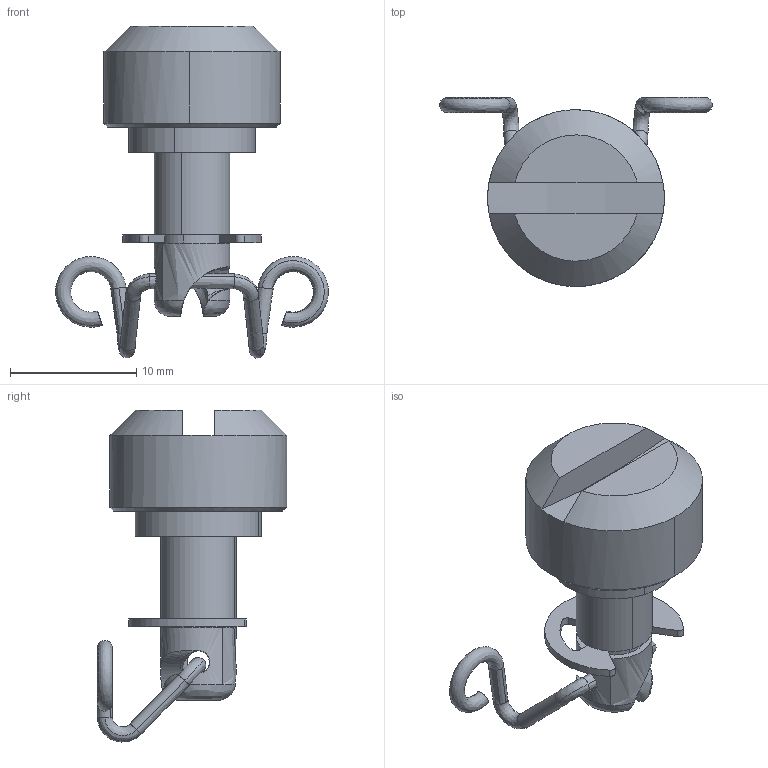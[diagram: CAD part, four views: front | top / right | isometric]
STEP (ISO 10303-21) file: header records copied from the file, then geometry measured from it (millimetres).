
FILE_DESCRIPTION((''),'2;1');
FILE_NAME('','2005-07-15T14:39:32',(''),(''),'','CADfix','');
FILE_SCHEMA(('AUTOMOTIVE_DESIGN'));
Length unit declared in the file: millimetre
Products named in the file (4): spring; retainer; fastener; TL_173_003_19405_36
Assembly tree (3 placements, depth 2):
  TL_173_003_19405_36
    spring
    retainer
    fastener
Bounding box: 21.58 x 15 x 26.29 mm (x, y, z)
Volume: 1617.1 mm3; surface area: 1337.6 mm2
Topology: 3 solids, 3 shells, 86 faces, 246 edges, 170 vertices
Faces by surface type: bspline 86
Entity records: 9247 total; most frequent: CARTESIAN_POINT 7787, ORIENTED_EDGE 492, EDGE_CURVE 246, VERTEX_POINT 170, EDGE_LOOP 90, FACE_OUTER_BOUND 86, ADVANCED_FACE 86, B_SPLINE_CURVE_WITH_KNOTS 80
